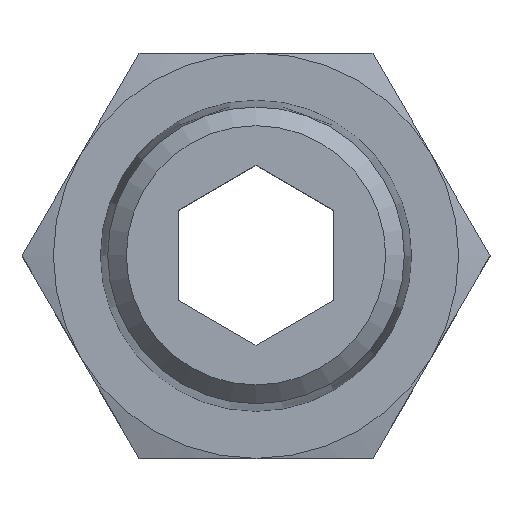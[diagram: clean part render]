
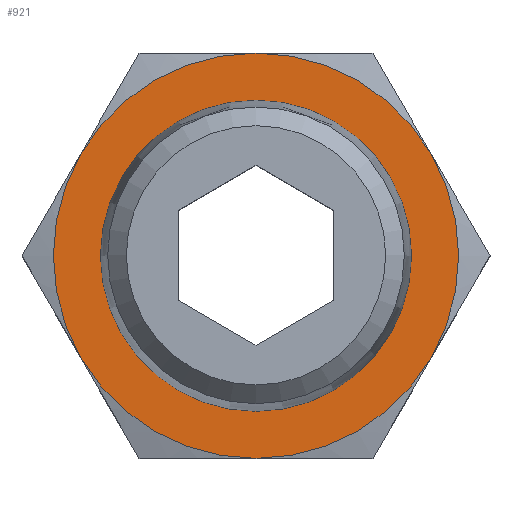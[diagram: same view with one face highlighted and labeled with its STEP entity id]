
A CAD part, top view. The second image highlights one B-rep face of the part: STEP entity #921.
In plain terms, the highlighted planar face has unit normal (0, 0, 1).
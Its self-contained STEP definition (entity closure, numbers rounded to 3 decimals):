
#86=PLANE('',#992);
#111=CIRCLE('',#981,4.989);
#112=CIRCLE('',#983,6.5);
#113=CIRCLE('',#985,6.5);
#114=CIRCLE('',#987,6.5);
#115=CIRCLE('',#989,6.5);
#116=CIRCLE('',#991,6.5);
#117=CIRCLE('',#993,6.5);
#226=ORIENTED_EDGE('',*,*,#334,.F.);
#227=ORIENTED_EDGE('',*,*,#338,.F.);
#228=ORIENTED_EDGE('',*,*,#339,.F.);
#229=ORIENTED_EDGE('',*,*,#337,.F.);
#230=ORIENTED_EDGE('',*,*,#336,.F.);
#231=ORIENTED_EDGE('',*,*,#335,.F.);
#232=ORIENTED_EDGE('',*,*,#333,.T.);
#333=EDGE_CURVE('',#399,#399,#111,.T.);
#334=EDGE_CURVE('',#382,#384,#112,.T.);
#335=EDGE_CURVE('',#384,#386,#113,.T.);
#336=EDGE_CURVE('',#386,#388,#114,.T.);
#337=EDGE_CURVE('',#388,#390,#115,.T.);
#338=EDGE_CURVE('',#380,#382,#116,.T.);
#339=EDGE_CURVE('',#390,#380,#117,.T.);
#380=VERTEX_POINT('',#1293);
#382=VERTEX_POINT('',#1306);
#384=VERTEX_POINT('',#1318);
#386=VERTEX_POINT('',#1330);
#388=VERTEX_POINT('',#1342);
#390=VERTEX_POINT('',#1354);
#399=VERTEX_POINT('',#1379);
#476=EDGE_LOOP('',(#226,#227,#228,#229,#230,#231));
#477=EDGE_LOOP('',(#232));
#540=FACE_BOUND('',#476,.T.);
#541=FACE_BOUND('',#477,.T.);
#921=ADVANCED_FACE('',(#540,#541),#86,.F.);
#981=AXIS2_PLACEMENT_3D('',#1378,#1108,#1109);
#983=AXIS2_PLACEMENT_3D('',#1381,#1112,#1113);
#985=AXIS2_PLACEMENT_3D('',#1383,#1116,#1117);
#987=AXIS2_PLACEMENT_3D('',#1385,#1120,#1121);
#989=AXIS2_PLACEMENT_3D('',#1387,#1124,#1125);
#991=AXIS2_PLACEMENT_3D('',#1389,#1128,#1129);
#992=AXIS2_PLACEMENT_3D('',#1390,#1130,#1131);
#993=AXIS2_PLACEMENT_3D('',#1391,#1132,#1133);
#1108=DIRECTION('',(0.,0.,-1.));
#1109=DIRECTION('',(-1.,0.,0.));
#1112=DIRECTION('',(0.,0.,-1.));
#1113=DIRECTION('',(-1.,0.,0.));
#1116=DIRECTION('',(0.,0.,-1.));
#1117=DIRECTION('',(-1.,0.,0.));
#1120=DIRECTION('',(0.,0.,-1.));
#1121=DIRECTION('',(-1.,0.,0.));
#1124=DIRECTION('',(0.,0.,-1.));
#1125=DIRECTION('',(-1.,0.,0.));
#1128=DIRECTION('',(0.,0.,-1.));
#1129=DIRECTION('',(-1.,0.,0.));
#1130=DIRECTION('',(0.,0.,-1.));
#1131=DIRECTION('',(-1.,0.,0.));
#1132=DIRECTION('',(0.,0.,-1.));
#1133=DIRECTION('',(-1.,0.,0.));
#1293=CARTESIAN_POINT('',(-5.629,3.25,0.));
#1306=CARTESIAN_POINT('',(0.,6.5,0.));
#1318=CARTESIAN_POINT('',(5.629,3.25,0.));
#1330=CARTESIAN_POINT('',(5.629,-3.25,0.));
#1342=CARTESIAN_POINT('',(0.,-6.5,0.));
#1354=CARTESIAN_POINT('',(-5.629,-3.25,0.));
#1378=CARTESIAN_POINT('',(0.,0.,0.));
#1379=CARTESIAN_POINT('',(-4.989,0.,0.));
#1381=CARTESIAN_POINT('',(0.,0.,0.));
#1383=CARTESIAN_POINT('',(0.,0.,0.));
#1385=CARTESIAN_POINT('',(0.,0.,0.));
#1387=CARTESIAN_POINT('',(0.,0.,0.));
#1389=CARTESIAN_POINT('',(0.,0.,0.));
#1390=CARTESIAN_POINT('',(0.,0.,0.));
#1391=CARTESIAN_POINT('',(0.,0.,0.));
